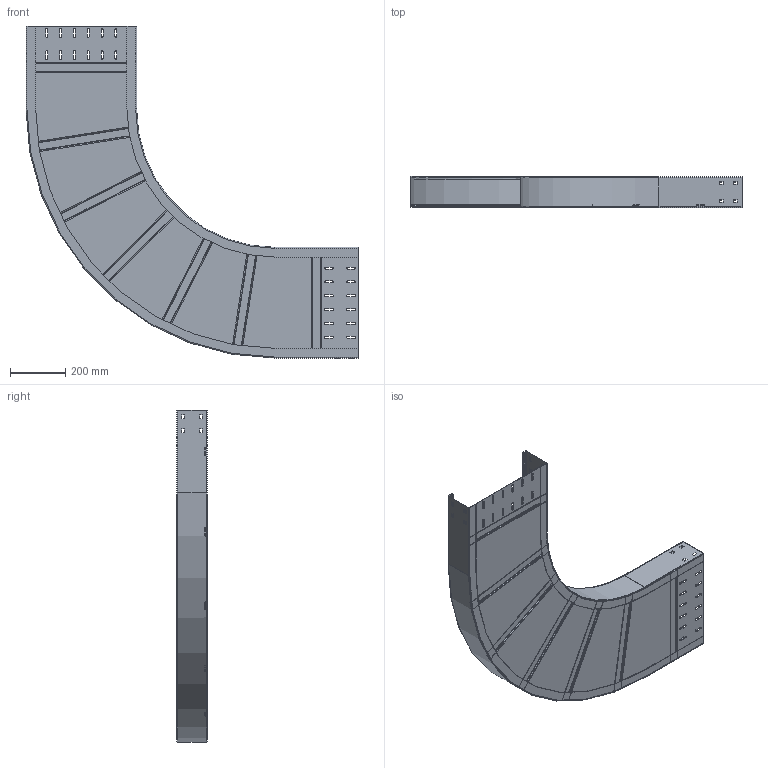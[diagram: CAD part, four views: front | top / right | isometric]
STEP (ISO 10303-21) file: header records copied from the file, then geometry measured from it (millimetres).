
FILE_DESCRIPTION((''),'2;1');
FILE_NAME('6098312_ASM','2012-12-17T',('AndreasKeweloh'),(''),'PRO/ENGINEER BY PARAMETRIC TECHNOLOGY CORPORATION, 2012230','PRO/ENGINEER BY PARAMETRIC TECHNOLOGY CORPORATION, 2012230','');
FILE_SCHEMA(('CONFIG_CONTROL_DESIGN'));
Length unit declared in the file: millimetre
Products named in the file (4): 6098312_AHOLM; 6098312_BODEN; 6098312_IHOLM; 6098312_ASM
Assembly tree (3 placements, depth 2):
  6098312_ASM
    6098312_AHOLM
    6098312_BODEN
    6098312_IHOLM
Bounding box: 1200 x 110 x 1200 mm (x, y, z)
Volume: 2136740.9 mm3; surface area: 2500158.5 mm2
Topology: 3 solids, 3 shells, 558 faces, 1509 edges, 957 vertices
Faces by surface type: cylinder 256, plane 250, bspline 40, torus 12
Entity records: 18728 total; most frequent: CARTESIAN_POINT 4181, DIRECTION 3075, ORIENTED_EDGE 3018, EDGE_CURVE 1509, AXIS2_PLACEMENT_3D 1084, VERTEX_POINT 957, VECTOR 907, LINE 907
